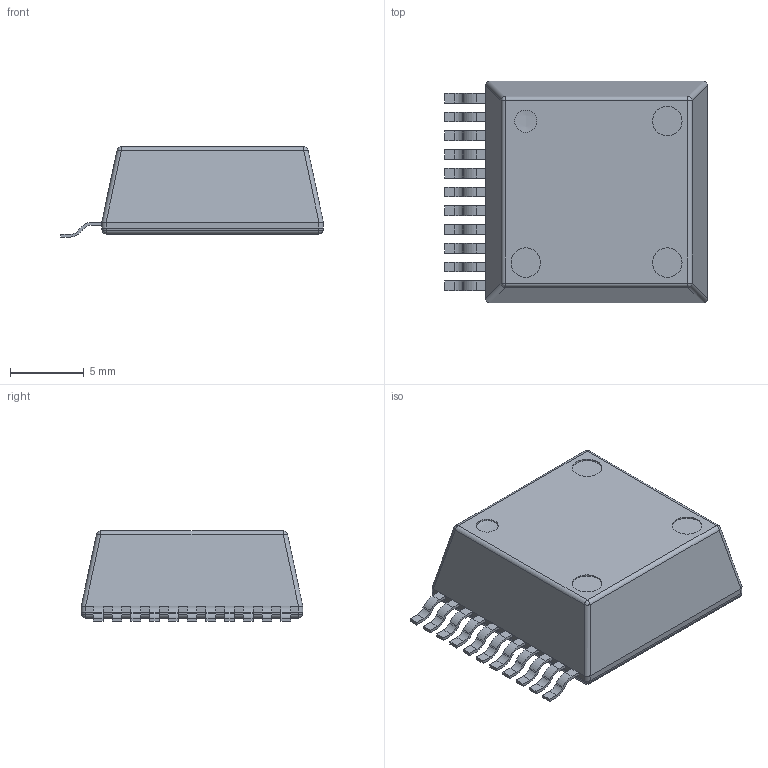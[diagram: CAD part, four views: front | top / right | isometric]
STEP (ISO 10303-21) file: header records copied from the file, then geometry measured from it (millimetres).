
FILE_DESCRIPTION((''),'2;1');
FILE_NAME('TEXAS_PFM (NDY).stp','2014-03-07T10:26:06',(''),(''),'Mechanical Desktop 2011','Mechanical Desktop 2011',', , ');
FILE_SCHEMA(('AUTOMOTIVE_DESIGN { 1 2 10303 214 1 1 1 1 }'));
Length unit declared in the file: millimetre
Products named in the file (2): Product; LEAD_TZA11A
Bounding box: 17.78 x 15 x 6.11 mm (x, y, z)
Volume: 1170.2 mm3; surface area: 1045 mm2
Topology: 13 solids, 13 shells, 251 faces, 636 edges, 416 vertices
Faces by surface type: plane 170, cylinder 72, sphere 9
Entity records: 3423 total; most frequent: CARTESIAN_POINT 623, DIRECTION 562, ORIENTED_EDGE 552, EDGE_CURVE 276, VECTOR 204, LINE 204, AXIS2_PLACEMENT_3D 179, VERTEX_POINT 176
